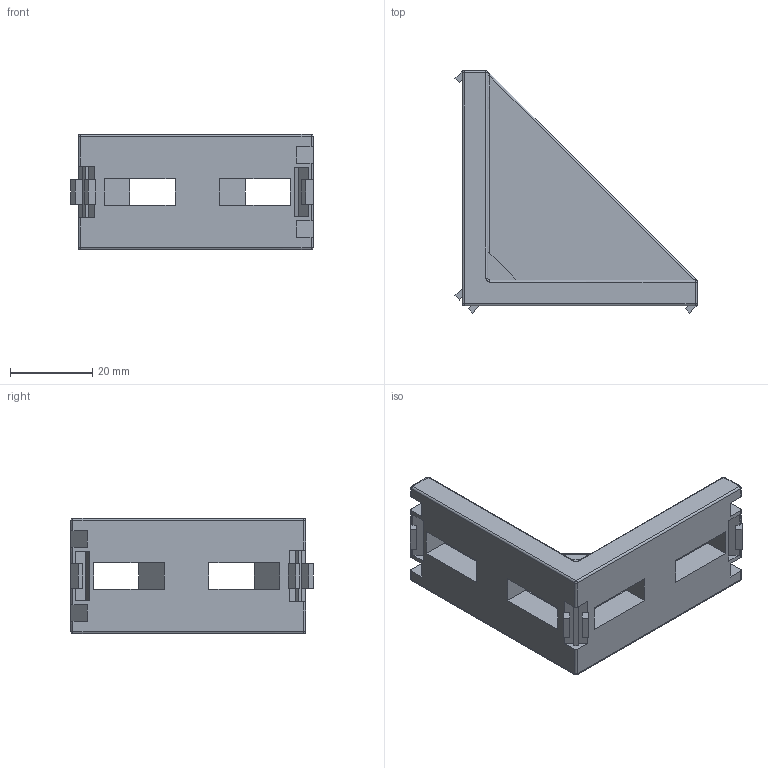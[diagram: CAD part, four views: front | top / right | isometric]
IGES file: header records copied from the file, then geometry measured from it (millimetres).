
Global section: file name: 302857; native system: Autodesk Inventor 2021; preprocessor: unknown; author: aluteckkpl_kk; date: 20221007.091502; units: millimetre
Bounding box: 58.8 x 58.8 x 28 mm (x, y, z)
Volume: 22720.3 mm3; surface area: 10650 mm2
Topology: 1 solids, 1 shells, 116 faces, 318 edges, 195 vertices
Faces by surface type: bspline 116
